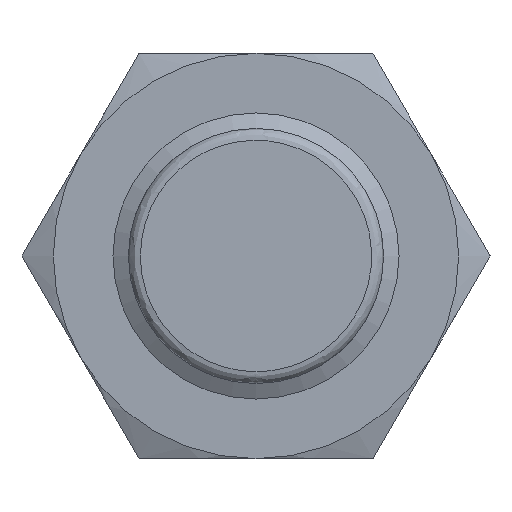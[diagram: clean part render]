
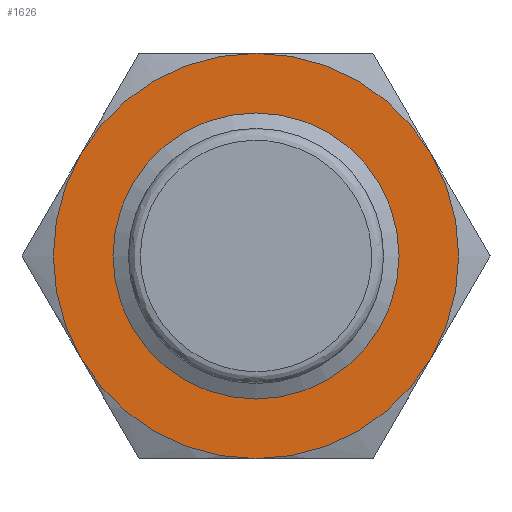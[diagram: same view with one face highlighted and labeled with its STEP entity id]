
A CAD part, left-side view. The second image highlights one B-rep face of the part: STEP entity #1626.
In plain terms, the highlighted planar face has unit normal (-1, 0, 0).
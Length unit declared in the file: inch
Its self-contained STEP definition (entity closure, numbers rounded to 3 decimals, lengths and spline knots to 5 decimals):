
#3 = DIRECTION ( 'NONE',  ( 1., 0., 0. ) ) ;
#54 = CIRCLE ( 'NONE', #134, 0.33465 ) ;
#134 = AXIS2_PLACEMENT_3D ( 'NONE', #301, #1786, #1955 ) ;
#161 = EDGE_CURVE ( 'NONE', #1401, #1401, #1934, .T. ) ;
#204 = DIRECTION ( 'NONE',  ( 0., 0., -1. ) ) ;
#301 = CARTESIAN_POINT ( 'NONE',  ( 0.3937, 0., 0. ) ) ;
#307 = AXIS2_PLACEMENT_3D ( 'NONE', #1869, #1131, #204 ) ;
#536 = ORIENTED_EDGE ( 'NONE', *, *, #161, .F. ) ;
#551 = EDGE_CURVE ( 'NONE', #1706, #1318, #1386, .T. ) ;
#621 = AXIS2_PLACEMENT_3D ( 'NONE', #1941, #1962, #1974 ) ;
#622 = AXIS2_PLACEMENT_3D ( 'NONE', #2300, #654, #2119 ) ;
#654 = DIRECTION ( 'NONE',  ( -1., 0., 0. ) ) ;
#661 = EDGE_CURVE ( 'NONE', #1999, #2265, #923, .T. ) ;
#695 = ORIENTED_EDGE ( 'NONE', *, *, #870, .F. ) ;
#762 = FACE_BOUND ( 'NONE', #1528, .T. ) ;
#793 = DIRECTION ( 'NONE',  ( 1., 0., 0. ) ) ;
#870 = EDGE_CURVE ( 'NONE', #2265, #1684, #54, .T. ) ;
#889 = AXIS2_PLACEMENT_3D ( 'NONE', #1256, #1769, #1791 ) ;
#893 = AXIS2_PLACEMENT_3D ( 'NONE', #1726, #793, #2056 ) ;
#923 = CIRCLE ( 'NONE', #893, 0.33465 ) ;
#962 = CARTESIAN_POINT ( 'NONE',  ( 0.3937, 0., 0. ) ) ;
#979 = CARTESIAN_POINT ( 'NONE',  ( 0.3937, 0., 0.33465 ) ) ;
#1016 = VERTEX_POINT ( 'NONE', #1737 ) ;
#1099 = DIRECTION ( 'NONE',  ( 0., 0., -1. ) ) ;
#1122 = CARTESIAN_POINT ( 'NONE',  ( 0.3937, 0., -0.33465 ) ) ;
#1131 = DIRECTION ( 'NONE',  ( 1., 0., 0. ) ) ;
#1217 = CARTESIAN_POINT ( 'NONE',  ( 0.3937, 0.28981, 0.16732 ) ) ;
#1256 = CARTESIAN_POINT ( 'NONE',  ( 0.3937, 0., 0. ) ) ;
#1318 = VERTEX_POINT ( 'NONE', #1448 ) ;
#1386 = CIRCLE ( 'NONE', #2352, 0.33465 ) ;
#1394 = EDGE_LOOP ( 'NONE', ( #2059, #2326, #2277, #695, #1479, #2291 ) ) ;
#1401 = VERTEX_POINT ( 'NONE', #1782 ) ;
#1448 = CARTESIAN_POINT ( 'NONE',  ( 0.3937, 0.28981, -0.16732 ) ) ;
#1479 = ORIENTED_EDGE ( 'NONE', *, *, #661, .F. ) ;
#1481 = FACE_OUTER_BOUND ( 'NONE', #1394, .T. ) ;
#1491 = PLANE ( 'NONE',  #1909 ) ;
#1500 = EDGE_CURVE ( 'NONE', #1684, #1016, #1928, .T. ) ;
#1517 = DIRECTION ( 'NONE',  ( 1., 0., 0. ) ) ;
#1528 = EDGE_LOOP ( 'NONE', ( #536 ) ) ;
#1626 = ADVANCED_FACE ( 'NONE', ( #762, #1481 ), #1491, .F. ) ;
#1632 = EDGE_CURVE ( 'NONE', #1318, #1999, #2057, .T. ) ;
#1641 = CARTESIAN_POINT ( 'NONE',  ( 0.3937, 0., 0. ) ) ;
#1651 = CARTESIAN_POINT ( 'NONE',  ( 0.3937, -0.28981, 0.16732 ) ) ;
#1684 = VERTEX_POINT ( 'NONE', #1651 ) ;
#1706 = VERTEX_POINT ( 'NONE', #1122 ) ;
#1726 = CARTESIAN_POINT ( 'NONE',  ( 0.3937, 0., 0. ) ) ;
#1737 = CARTESIAN_POINT ( 'NONE',  ( 0.3937, -0.28981, -0.16732 ) ) ;
#1769 = DIRECTION ( 'NONE',  ( 1., 0., 0. ) ) ;
#1782 = CARTESIAN_POINT ( 'NONE',  ( 0.3937, 0., 0.23622 ) ) ;
#1786 = DIRECTION ( 'NONE',  ( 1., 0., 0. ) ) ;
#1791 = DIRECTION ( 'NONE',  ( 0., 0., -1. ) ) ;
#1869 = CARTESIAN_POINT ( 'NONE',  ( 0.3937, 0., 0. ) ) ;
#1892 = DIRECTION ( 'NONE',  ( 0., 1., 0. ) ) ;
#1909 = AXIS2_PLACEMENT_3D ( 'NONE', #1641, #3, #1099 ) ;
#1928 = CIRCLE ( 'NONE', #889, 0.33465 ) ;
#1934 = CIRCLE ( 'NONE', #622, 0.23622 ) ;
#1941 = CARTESIAN_POINT ( 'NONE',  ( 0.3937, 0., 0. ) ) ;
#1955 = DIRECTION ( 'NONE',  ( 0., 1., 0. ) ) ;
#1962 = DIRECTION ( 'NONE',  ( 1., 0., 0. ) ) ;
#1974 = DIRECTION ( 'NONE',  ( 0., 1., 0. ) ) ;
#1999 = VERTEX_POINT ( 'NONE', #1217 ) ;
#2056 = DIRECTION ( 'NONE',  ( 0., 1., 0. ) ) ;
#2057 = CIRCLE ( 'NONE', #307, 0.33465 ) ;
#2059 = ORIENTED_EDGE ( 'NONE', *, *, #551, .F. ) ;
#2119 = DIRECTION ( 'NONE',  ( 0., 0., 1. ) ) ;
#2227 = CIRCLE ( 'NONE', #621, 0.33465 ) ;
#2265 = VERTEX_POINT ( 'NONE', #979 ) ;
#2277 = ORIENTED_EDGE ( 'NONE', *, *, #1500, .F. ) ;
#2291 = ORIENTED_EDGE ( 'NONE', *, *, #1632, .F. ) ;
#2300 = CARTESIAN_POINT ( 'NONE',  ( 0.3937, 0., 0. ) ) ;
#2326 = ORIENTED_EDGE ( 'NONE', *, *, #2357, .F. ) ;
#2352 = AXIS2_PLACEMENT_3D ( 'NONE', #962, #1517, #1892 ) ;
#2357 = EDGE_CURVE ( 'NONE', #1016, #1706, #2227, .T. ) ;
